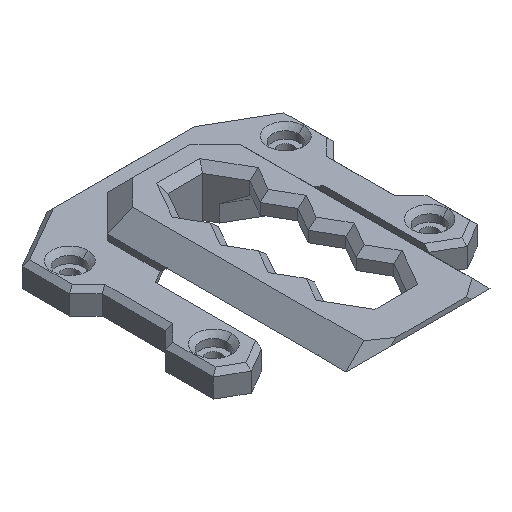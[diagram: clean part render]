
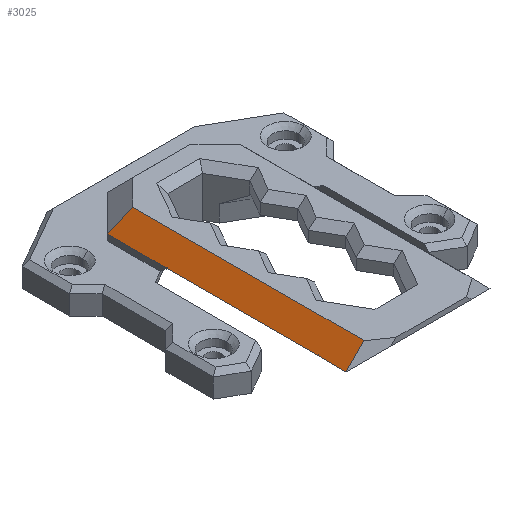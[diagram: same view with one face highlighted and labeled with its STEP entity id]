
A CAD part, isometric view. The second image highlights one B-rep face of the part: STEP entity #3025.
In plain terms, the highlighted planar face has unit normal (-0.707, 0, 0.707).
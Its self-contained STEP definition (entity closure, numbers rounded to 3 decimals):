
#16 = LINE ( 'NONE', #2288, #302 ) ;
#17 = CARTESIAN_POINT ( 'NONE',  ( -15., -56.25, 6.25 ) ) ;
#69 = CARTESIAN_POINT ( 'NONE',  ( -11.25, -14.053, 10. ) ) ;
#130 = ORIENTED_EDGE ( 'NONE', *, *, #180, .F. ) ;
#180 = EDGE_CURVE ( 'NONE', #1861, #1811, #16, .T. ) ;
#302 = VECTOR ( 'NONE', #1445, 1000. ) ;
#333 = CARTESIAN_POINT ( 'NONE',  ( -15., -62.25, 6.25 ) ) ;
#525 = CARTESIAN_POINT ( 'NONE',  ( -11.25, 0., 10. ) ) ;
#529 = DIRECTION ( 'NONE',  ( 0.679, -0.281, 0.679 ) ) ;
#564 = CARTESIAN_POINT ( 'NONE',  ( -15., -12.5, 6.25 ) ) ;
#585 = DIRECTION ( 'NONE',  ( 0., -1., 0. ) ) ;
#604 = PLANE ( 'NONE',  #1410 ) ;
#728 = LINE ( 'NONE', #1942, #2044 ) ;
#863 = DIRECTION ( 'NONE',  ( 0.707, 0., -0.707 ) ) ;
#1043 = VECTOR ( 'NONE', #2218, 1000. ) ;
#1216 = CARTESIAN_POINT ( 'NONE',  ( -15., -24.982, 6.25 ) ) ;
#1299 = ORIENTED_EDGE ( 'NONE', *, *, #3695, .F. ) ;
#1410 = AXIS2_PLACEMENT_3D ( 'NONE', #2915, #863, #585 ) ;
#1445 = DIRECTION ( 'NONE',  ( 0., 1., 0. ) ) ;
#1609 = ORIENTED_EDGE ( 'NONE', *, *, #2106, .F. ) ;
#1618 = CARTESIAN_POINT ( 'NONE',  ( -11.25, -62.25, 10. ) ) ;
#1633 = EDGE_CURVE ( 'NONE', #2574, #2972, #2471, .T. ) ;
#1671 = LINE ( 'NONE', #2804, #3139 ) ;
#1697 = VECTOR ( 'NONE', #3381, 1000. ) ;
#1811 = VERTEX_POINT ( 'NONE', #564 ) ;
#1861 = VERTEX_POINT ( 'NONE', #1216 ) ;
#1924 = DIRECTION ( 'NONE',  ( 0., 1., 0. ) ) ;
#1942 = CARTESIAN_POINT ( 'NONE',  ( -7.837, -15.467, 13.413 ) ) ;
#1984 = EDGE_LOOP ( 'NONE', ( #3379, #2165, #1299, #1609, #130, #3407 ) ) ;
#2044 = VECTOR ( 'NONE', #529, 1000. ) ;
#2106 = EDGE_CURVE ( 'NONE', #1811, #3009, #728, .T. ) ;
#2165 = ORIENTED_EDGE ( 'NONE', *, *, #2523, .T. ) ;
#2175 = CARTESIAN_POINT ( 'NONE',  ( -15., -65., 6.25 ) ) ;
#2218 = DIRECTION ( 'NONE',  ( 0., 1., 0. ) ) ;
#2288 = CARTESIAN_POINT ( 'NONE',  ( -15., -12.5, 6.25 ) ) ;
#2471 = LINE ( 'NONE', #2175, #1043 ) ;
#2523 = EDGE_CURVE ( 'NONE', #2574, #2551, #3131, .T. ) ;
#2551 = VERTEX_POINT ( 'NONE', #3485 ) ;
#2574 = VERTEX_POINT ( 'NONE', #333 ) ;
#2598 = VECTOR ( 'NONE', #3292, 1000. ) ;
#2804 = CARTESIAN_POINT ( 'NONE',  ( -15., -65., 6.25 ) ) ;
#2915 = CARTESIAN_POINT ( 'NONE',  ( -11.25, 0., 10. ) ) ;
#2972 = VERTEX_POINT ( 'NONE', #17 ) ;
#3009 = VERTEX_POINT ( 'NONE', #69 ) ;
#3025 = ADVANCED_FACE ( 'NONE', ( #3432 ), #604, .F. ) ;
#3131 = LINE ( 'NONE', #1618, #1697 ) ;
#3139 = VECTOR ( 'NONE', #1924, 1000. ) ;
#3292 = DIRECTION ( 'NONE',  ( 0., -1., 0. ) ) ;
#3326 = EDGE_CURVE ( 'NONE', #2972, #1861, #1671, .T. ) ;
#3379 = ORIENTED_EDGE ( 'NONE', *, *, #1633, .F. ) ;
#3381 = DIRECTION ( 'NONE',  ( 0.707, 0., 0.707 ) ) ;
#3407 = ORIENTED_EDGE ( 'NONE', *, *, #3326, .F. ) ;
#3432 = FACE_OUTER_BOUND ( 'NONE', #1984, .T. ) ;
#3485 = CARTESIAN_POINT ( 'NONE',  ( -11.25, -62.25, 10. ) ) ;
#3592 = LINE ( 'NONE', #525, #2598 ) ;
#3695 = EDGE_CURVE ( 'NONE', #3009, #2551, #3592, .T. ) ;
